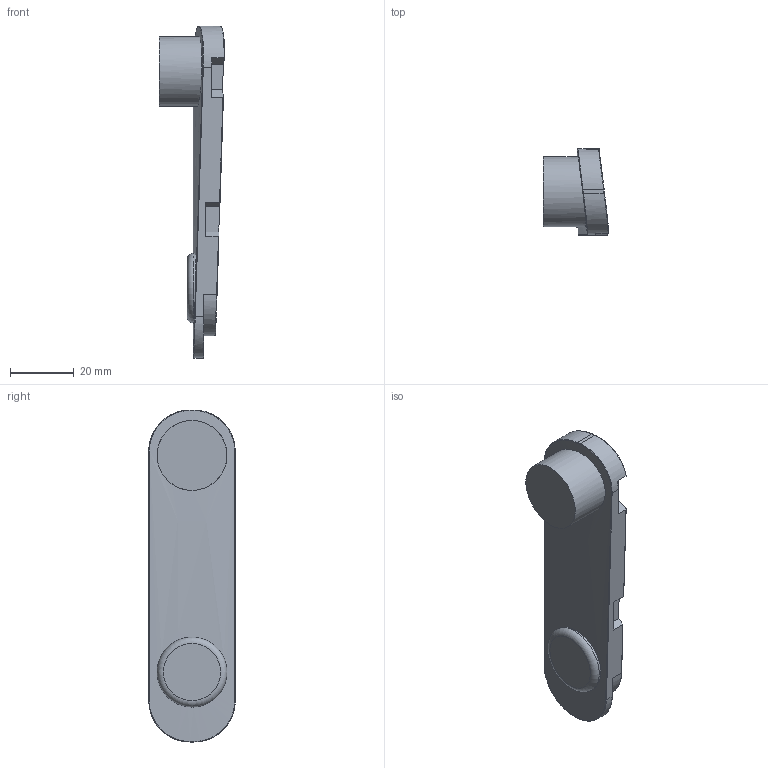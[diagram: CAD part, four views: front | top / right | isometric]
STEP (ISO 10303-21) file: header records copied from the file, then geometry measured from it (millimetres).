
FILE_DESCRIPTION(/* description */ (''),/* implementation_level */ '2;1');
FILE_NAME(/* name */ 'PN3L Arm Reference v1.step',/* time_stamp */ '2023-10-17T05:10:21+08:00',/* author */ (''),/* organization */ (''),/* preprocessor_version */ 'ST-DEVELOPER v20',/* originating_system */ 'Autodesk Translation Framework v12.14.0.127',/* authorisation */ '');
FILE_SCHEMA (('AUTOMOTIVE_DESIGN { 1 0 10303 214 3 1 1 }'));
Length unit declared in the file: millimetre
Products named in the file (1): PN3L Arm Reference
Bounding box: 20.51 x 27.2 x 104.5 mm (x, y, z)
Volume: 22479.7 mm3; surface area: 8161.2 mm2
Topology: 1 solids, 1 shells, 74 faces, 196 edges, 126 vertices
Faces by surface type: plane 35, bspline 22, cylinder 14, torus 3
Full cylindrical faces by diameter (mm): 22 x2
Entity records: 3599 total; most frequent: CARTESIAN_POINT 1920, ORIENTED_EDGE 392, DIRECTION 261, EDGE_CURVE 196, VERTEX_POINT 126, AXIS2_PLACEMENT_3D 90, LINE 81, VECTOR 81
